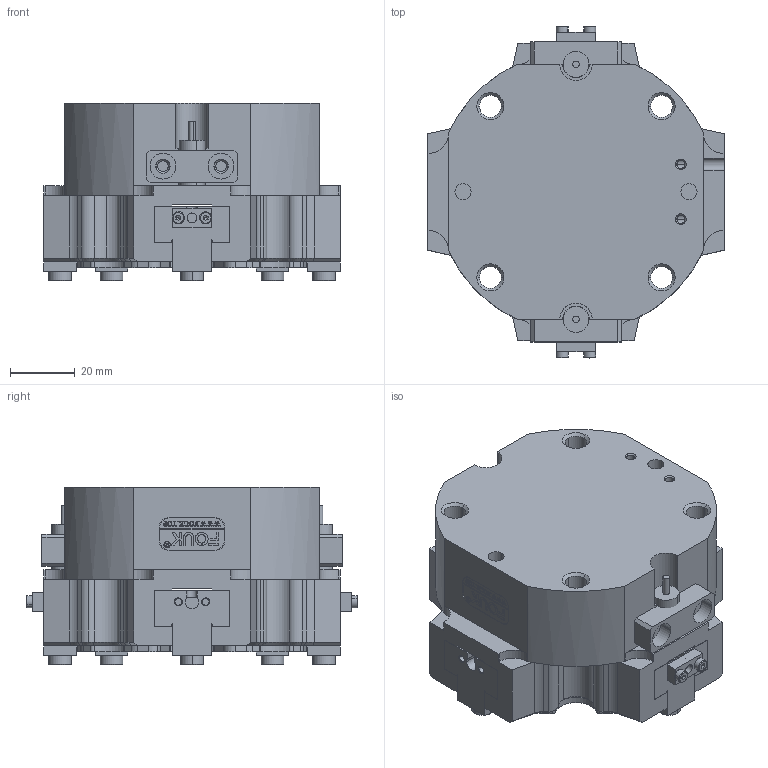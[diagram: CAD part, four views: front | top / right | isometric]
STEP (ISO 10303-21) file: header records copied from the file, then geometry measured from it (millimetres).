
FILE_DESCRIPTION (( 'STEP AP203' ), '1' );
FILE_NAME ('TF55-99.STEP', '2024-12-09T01:53:25', ( 'USER-' ), ( 'Microsoft' ), 'SwSTEP 2.0', 'SolidWorks 2018', '' );
FILE_SCHEMA (( 'CONFIG_CONTROL_DESIGN' ));
Length unit declared in the file: millimetre
Products named in the file (20): TF55-99杅耀.sldasm-Part-6; TF55-99杅耀.sldasm-Part-27; TF55-99杅耀.sldasm-Part-7; 揤輸蚾饜极; TF55-99杅耀.sldasm-Part-18; TF55-99杅耀.sldasm-Part-16; TF55-99杅耀.sldasm-Part-15; TF55-99杅耀.sldasm-Part-1; TF55-99杅耀.sldasm-Part-30; TF55-99杅耀.sldasm-Part-2; TF55-99杅耀.sldasm-Part-3; 20x10-R3; TF55-99杅耀.sldasm-Part-11; TF55-99杅耀.sldasm-Part-21; 揤輸杅耀.sldasm-Part-9; TF55-99杅耀.sldasm-Part-26; TF55-99杅耀.sldasm-Part-14; TF55-99杅耀.sldasm-Part-19; TF55-99; 埴翐芛_GB_FASTENER_SCREWS_HSHCS M2X8-N
Assembly tree (24 placements, depth 3):
  TF55-99
    TF55-99杅耀.sldasm-Part-1
    TF55-99杅耀.sldasm-Part-2
    TF55-99杅耀.sldasm-Part-3
    TF55-99杅耀.sldasm-Part-6
    TF55-99杅耀.sldasm-Part-7
    TF55-99杅耀.sldasm-Part-11
    TF55-99杅耀.sldasm-Part-14  x4
    TF55-99杅耀.sldasm-Part-15
    TF55-99杅耀.sldasm-Part-16
    TF55-99杅耀.sldasm-Part-18
    TF55-99杅耀.sldasm-Part-19
    TF55-99杅耀.sldasm-Part-21
    TF55-99杅耀.sldasm-Part-26
    TF55-99杅耀.sldasm-Part-27
    TF55-99杅耀.sldasm-Part-30
    揤輸蚾饜极  x2
      揤輸杅耀.sldasm-Part-9
      埴翐芛_GB_FASTENER_SCREWS_HSHCS M2X8-N
    20x10-R3
Bounding box: 92 x 102.84 x 55 mm (x, y, z)
Volume: 273933 mm3; surface area: 72913.3 mm2
Topology: 25 solids, 27 shells, 1437 faces, 3671 edges, 2361 vertices
Faces by surface type: plane 683, cylinder 395, cone 196, bspline 155, torus 8
Entity records: 43209 total; most frequent: CARTESIAN_POINT 12621, ORIENTED_EDGE 6034, DIRECTION 5621, EDGE_CURVE 3017, VERTEX_POINT 1953, AXIS2_PLACEMENT_3D 1881, LINE 1859, VECTOR 1859
